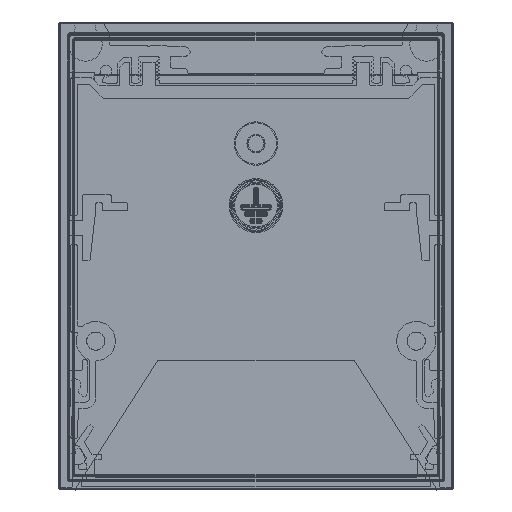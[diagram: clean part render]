
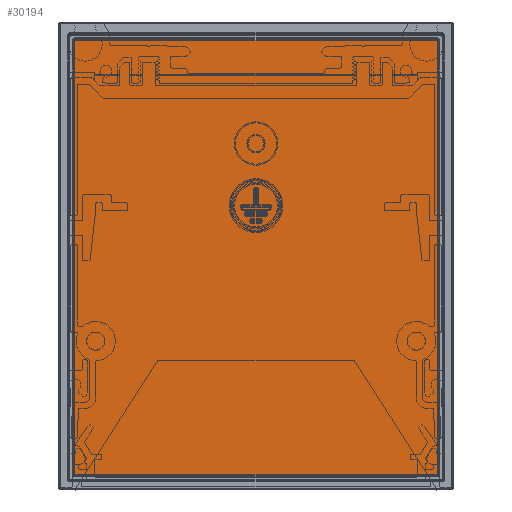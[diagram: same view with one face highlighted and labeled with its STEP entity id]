
A CAD part, front view. The second image highlights one B-rep face of the part: STEP entity #30194.
In plain terms, the highlighted planar face has unit normal (0, -1, 0).
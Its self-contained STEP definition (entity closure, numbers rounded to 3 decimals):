
#1496=PLANE('',#33528);
#2929=FACE_OUTER_BOUND('',#4768,.T.);
#4768=EDGE_LOOP('',(#25238,#25239,#25240,#25241,#25242,#25243,#25244,#25245));
#6627=CIRCLE('',#33045,0.001);
#6632=CIRCLE('',#33051,0.001);
#6847=CIRCLE('',#33518,0.001);
#6851=CIRCLE('',#33523,0.001);
#8413=LINE('',#54485,#10680);
#8672=LINE('',#57487,#10939);
#8674=LINE('',#57524,#10941);
#8676=LINE('',#57557,#10943);
#10680=VECTOR('',#40151,10.);
#10939=VECTOR('',#41340,10.);
#10941=VECTOR('',#41354,10.);
#10943=VECTOR('',#41364,10.);
#13665=VERTEX_POINT('',#54473);
#13667=VERTEX_POINT('',#54476);
#13669=VERTEX_POINT('',#54482);
#13671=VERTEX_POINT('',#54512);
#13980=VERTEX_POINT('',#57486);
#13981=VERTEX_POINT('',#57514);
#13983=VERTEX_POINT('',#57520);
#13985=VERTEX_POINT('',#57550);
#17342=EDGE_CURVE('',#13667,#13665,#6627,.T.);
#17346=EDGE_CURVE('',#13665,#13669,#8413,.T.);
#17349=EDGE_CURVE('',#13669,#13671,#6632,.T.);
#17930=EDGE_CURVE('',#13667,#13980,#8672,.T.);
#17934=EDGE_CURVE('',#13980,#13981,#6847,.T.);
#17937=EDGE_CURVE('',#13981,#13983,#8674,.T.);
#17940=EDGE_CURVE('',#13983,#13985,#6851,.T.);
#17942=EDGE_CURVE('',#13985,#13671,#8676,.T.);
#25238=ORIENTED_EDGE('',*,*,#17942,.F.);
#25239=ORIENTED_EDGE('',*,*,#17940,.F.);
#25240=ORIENTED_EDGE('',*,*,#17937,.F.);
#25241=ORIENTED_EDGE('',*,*,#17934,.F.);
#25242=ORIENTED_EDGE('',*,*,#17930,.F.);
#25243=ORIENTED_EDGE('',*,*,#17342,.T.);
#25244=ORIENTED_EDGE('',*,*,#17346,.T.);
#25245=ORIENTED_EDGE('',*,*,#17349,.T.);
#30194=ADVANCED_FACE('',(#2929),#1496,.F.);
#33045=AXIS2_PLACEMENT_3D('',#54477,#40141,#40142);
#33051=AXIS2_PLACEMENT_3D('',#54515,#40155,#40156);
#33518=AXIS2_PLACEMENT_3D('',#57518,#41347,#41348);
#33523=AXIS2_PLACEMENT_3D('',#57554,#41359,#41360);
#33528=AXIS2_PLACEMENT_3D('',#57564,#41374,#41375);
#40141=DIRECTION('center_axis',(0.,-1.,0.));
#40142=DIRECTION('ref_axis',(0.707,0.,-0.707));
#40151=DIRECTION('',(0.,0.,1.));
#40155=DIRECTION('center_axis',(0.,-1.,0.));
#40156=DIRECTION('ref_axis',(0.707,0.,0.707));
#41340=DIRECTION('',(-1.,0.,0.));
#41347=DIRECTION('center_axis',(0.,1.,0.));
#41348=DIRECTION('ref_axis',(-0.707,0.,-0.707));
#41354=DIRECTION('',(0.,0.,1.));
#41359=DIRECTION('center_axis',(0.,1.,0.));
#41360=DIRECTION('ref_axis',(-0.707,0.,0.707));
#41364=DIRECTION('',(1.,0.,0.));
#41374=DIRECTION('center_axis',(0.,1.,0.));
#41375=DIRECTION('ref_axis',(1.,0.,0.));
#54473=CARTESIAN_POINT('',(35.008,-565.5,-77.507));
#54476=CARTESIAN_POINT('',(35.007,-565.5,-77.508));
#54477=CARTESIAN_POINT('Origin',(35.007,-565.5,-77.507));
#54482=CARTESIAN_POINT('',(35.008,-565.5,6.507));
#54485=CARTESIAN_POINT('',(35.008,-565.5,-14.4));
#54512=CARTESIAN_POINT('',(35.007,-565.5,6.508));
#54515=CARTESIAN_POINT('Origin',(35.007,-565.5,6.507));
#57486=CARTESIAN_POINT('',(-35.007,-565.5,-77.508));
#57487=CARTESIAN_POINT('',(-17.6,-565.5,-77.508));
#57514=CARTESIAN_POINT('',(-35.008,-565.5,-77.507));
#57518=CARTESIAN_POINT('Origin',(-35.007,-565.5,-77.507));
#57520=CARTESIAN_POINT('',(-35.008,-565.5,6.507));
#57524=CARTESIAN_POINT('',(-35.008,-565.5,-14.4));
#57550=CARTESIAN_POINT('',(-35.007,-565.5,6.508));
#57554=CARTESIAN_POINT('Origin',(-35.007,-565.5,6.507));
#57557=CARTESIAN_POINT('',(17.6,-565.5,6.508));
#57564=CARTESIAN_POINT('Origin',(0.,-565.5,-35.5));
